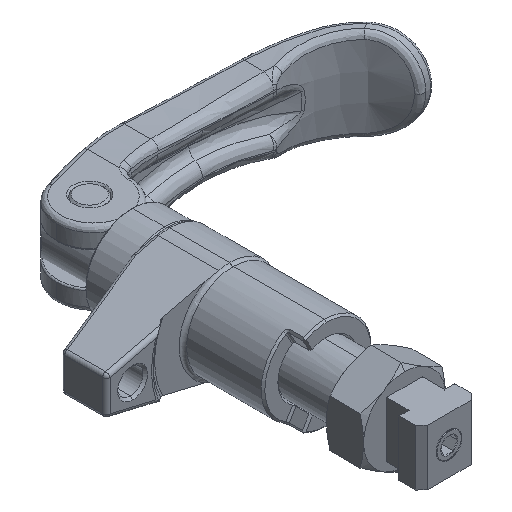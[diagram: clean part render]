
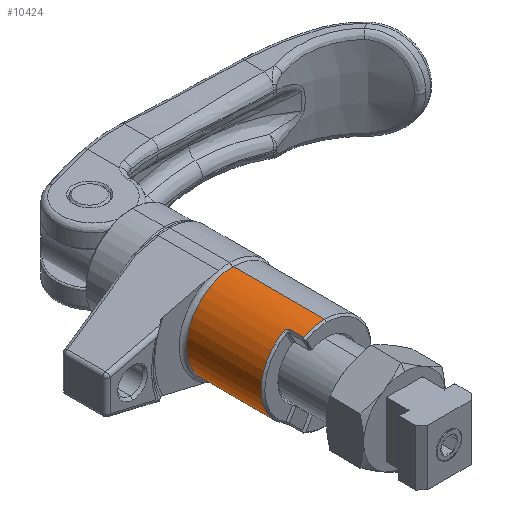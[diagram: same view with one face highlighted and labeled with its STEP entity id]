
A CAD part, isometric view. The second image highlights one B-rep face of the part: STEP entity #10424.
In plain terms, the highlighted cylindrical face has radius 12.5 mm (diameter 25 mm), a partial arc.
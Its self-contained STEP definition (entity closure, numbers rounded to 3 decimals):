
#48 = CARTESIAN_POINT ( 'NONE',  ( -6.585, 26., 10.625 ) ) ;
#265 = VECTOR ( 'NONE', #11025, 1000. ) ;
#795 = CARTESIAN_POINT ( 'NONE',  ( 0., 21., 0. ) ) ;
#1056 = VERTEX_POINT ( 'NONE', #5522 ) ;
#1192 = ORIENTED_EDGE ( 'NONE', *, *, #9975, .F. ) ;
#1465 = DIRECTION ( 'NONE',  ( 0., -1., 0. ) ) ;
#1488 = AXIS2_PLACEMENT_3D ( 'NONE', #1714, #9249, #16778 ) ;
#1540 = VERTEX_POINT ( 'NONE', #17320 ) ;
#1714 = CARTESIAN_POINT ( 'NONE',  ( 0., 21.5, 0. ) ) ;
#1740 = CARTESIAN_POINT ( 'NONE',  ( 0., 21., -12.5 ) ) ;
#1763 = VERTEX_POINT ( 'NONE', #10788 ) ;
#2140 = ORIENTED_EDGE ( 'NONE', *, *, #8624, .T. ) ;
#2162 = CARTESIAN_POINT ( 'NONE',  ( -5.677, 25., -11.136 ) ) ;
#2426 = VERTEX_POINT ( 'NONE', #12175 ) ;
#2524 = CIRCLE ( 'NONE', #8448, 12.5 ) ;
#2545 = VERTEX_POINT ( 'NONE', #10339 ) ;
#2672 = B_SPLINE_CURVE_WITH_KNOTS ( 'NONE', 3,
 ( #16154, #6780, #15778, #8499, #10613, #6658 ),
 .UNSPECIFIED., .F., .F.,
 ( 4, 2, 4 ),
 ( 0., 0.5, 1. ),
 .UNSPECIFIED. ) ;
#2959 = CARTESIAN_POINT ( 'NONE',  ( -6.118, 25.893, 10.902 ) ) ;
#3226 = DIRECTION ( 'NONE',  ( 0., 1., 0. ) ) ;
#3256 = LINE ( 'NONE', #1740, #265 ) ;
#3713 = LINE ( 'NONE', #14813, #20929 ) ;
#3965 = DIRECTION ( 'NONE',  ( 0., -1., 0. ) ) ;
#4079 = LINE ( 'NONE', #19006, #5066 ) ;
#4887 = CARTESIAN_POINT ( 'NONE',  ( -5.677, 21.5, 11.136 ) ) ;
#5042 = ORIENTED_EDGE ( 'NONE', *, *, #6638, .T. ) ;
#5066 = VECTOR ( 'NONE', #15166, 1000. ) ;
#5128 = EDGE_CURVE ( 'NONE', #22645, #15169, #2672, .T. ) ;
#5522 = CARTESIAN_POINT ( 'NONE',  ( 0., 46., 12.5 ) ) ;
#6536 = CARTESIAN_POINT ( 'NONE',  ( -5.678, 25.263, 11.136 ) ) ;
#6638 = EDGE_CURVE ( 'NONE', #15169, #15873, #2524, .T. ) ;
#6658 = CARTESIAN_POINT ( 'NONE',  ( -6.585, 26., -10.625 ) ) ;
#6780 = CARTESIAN_POINT ( 'NONE',  ( -5.678, 25.264, -11.136 ) ) ;
#7051 = CARTESIAN_POINT ( 'NONE',  ( -5.677, 21., -11.136 ) ) ;
#7380 = CARTESIAN_POINT ( 'NONE',  ( 0., 46., 0. ) ) ;
#7678 = EDGE_CURVE ( 'NONE', #15873, #1540, #7936, .T. ) ;
#7936 = B_SPLINE_CURVE_WITH_KNOTS ( 'NONE', 3,
 ( #15906, #21689, #2959, #10618, #6536, #14042 ),
 .UNSPECIFIED., .F., .F.,
 ( 4, 2, 4 ),
 ( 0., 0.5, 1. ),
 .UNSPECIFIED. ) ;
#8448 = AXIS2_PLACEMENT_3D ( 'NONE', #17631, #11965, #23028 ) ;
#8470 = EDGE_CURVE ( 'NONE', #1540, #14355, #4079, .T. ) ;
#8499 = CARTESIAN_POINT ( 'NONE',  ( -6.118, 25.893, -10.902 ) ) ;
#8624 = EDGE_CURVE ( 'NONE', #1056, #11275, #10611, .T. ) ;
#9249 = DIRECTION ( 'NONE',  ( 0., 1., 0. ) ) ;
#9488 = ORIENTED_EDGE ( 'NONE', *, *, #13718, .T. ) ;
#9975 = EDGE_CURVE ( 'NONE', #1056, #2545, #3713, .T. ) ;
#10046 = DIRECTION ( 'NONE',  ( 0., 0., -1. ) ) ;
#10339 = CARTESIAN_POINT ( 'NONE',  ( 0., 21.5, 12.5 ) ) ;
#10424 = ADVANCED_FACE ( 'NONE', ( #13977 ), #18147, .T. ) ;
#10463 = CARTESIAN_POINT ( 'NONE',  ( 0., 46., -12.5 ) ) ;
#10552 = CIRCLE ( 'NONE', #1488, 12.5 ) ;
#10611 = CIRCLE ( 'NONE', #13726, 12.5 ) ;
#10613 = CARTESIAN_POINT ( 'NONE',  ( -6.353, 26., -10.769 ) ) ;
#10618 = CARTESIAN_POINT ( 'NONE',  ( -5.777, 25.521, 11.087 ) ) ;
#10788 = CARTESIAN_POINT ( 'NONE',  ( 0., 21.5, -12.5 ) ) ;
#11025 = DIRECTION ( 'NONE',  ( 0., -1., 0. ) ) ;
#11275 = VERTEX_POINT ( 'NONE', #10463 ) ;
#11965 = DIRECTION ( 'NONE',  ( 0., 1., 0. ) ) ;
#12175 = CARTESIAN_POINT ( 'NONE',  ( -5.677, 21.5, -11.136 ) ) ;
#12945 = LINE ( 'NONE', #7051, #23908 ) ;
#13541 = CARTESIAN_POINT ( 'NONE',  ( -6.585, 26., -10.625 ) ) ;
#13718 = EDGE_CURVE ( 'NONE', #11275, #1763, #3256, .T. ) ;
#13726 = AXIS2_PLACEMENT_3D ( 'NONE', #7380, #1465, #18250 ) ;
#13852 = AXIS2_PLACEMENT_3D ( 'NONE', #16816, #24306, #18778 ) ;
#13977 = FACE_OUTER_BOUND ( 'NONE', #19228, .T. ) ;
#14042 = CARTESIAN_POINT ( 'NONE',  ( -5.677, 25., 11.136 ) ) ;
#14125 = EDGE_CURVE ( 'NONE', #2426, #22645, #12945, .T. ) ;
#14355 = VERTEX_POINT ( 'NONE', #4887 ) ;
#14813 = CARTESIAN_POINT ( 'NONE',  ( 0., 21., 12.5 ) ) ;
#14897 = EDGE_CURVE ( 'NONE', #14355, #2545, #10552, .T. ) ;
#14966 = AXIS2_PLACEMENT_3D ( 'NONE', #795, #20122, #10046 ) ;
#15166 = DIRECTION ( 'NONE',  ( 0., -1., 0. ) ) ;
#15169 = VERTEX_POINT ( 'NONE', #13541 ) ;
#15427 = CIRCLE ( 'NONE', #13852, 12.5 ) ;
#15778 = CARTESIAN_POINT ( 'NONE',  ( -5.777, 25.521, -11.086 ) ) ;
#15873 = VERTEX_POINT ( 'NONE', #48 ) ;
#15906 = CARTESIAN_POINT ( 'NONE',  ( -6.585, 26., 10.625 ) ) ;
#16154 = CARTESIAN_POINT ( 'NONE',  ( -5.677, 25., -11.136 ) ) ;
#16181 = ORIENTED_EDGE ( 'NONE', *, *, #14897, .T. ) ;
#16778 = DIRECTION ( 'NONE',  ( 0., 0., -1. ) ) ;
#16816 = CARTESIAN_POINT ( 'NONE',  ( 0., 21.5, 0. ) ) ;
#17320 = CARTESIAN_POINT ( 'NONE',  ( -5.677, 25., 11.136 ) ) ;
#17631 = CARTESIAN_POINT ( 'NONE',  ( 0., 26., 0. ) ) ;
#17980 = ORIENTED_EDGE ( 'NONE', *, *, #7678, .T. ) ;
#18147 = CYLINDRICAL_SURFACE ( 'NONE', #14966, 12.5 ) ;
#18250 = DIRECTION ( 'NONE',  ( 0., 0., -1. ) ) ;
#18348 = EDGE_CURVE ( 'NONE', #1763, #2426, #15427, .T. ) ;
#18778 = DIRECTION ( 'NONE',  ( 0., 0., -1. ) ) ;
#19006 = CARTESIAN_POINT ( 'NONE',  ( -5.677, 21., 11.136 ) ) ;
#19228 = EDGE_LOOP ( 'NONE', ( #1192, #2140, #9488, #23917, #23575, #19770, #5042, #17980, #20752, #16181 ) ) ;
#19770 = ORIENTED_EDGE ( 'NONE', *, *, #5128, .T. ) ;
#20122 = DIRECTION ( 'NONE',  ( 0., -1., 0. ) ) ;
#20752 = ORIENTED_EDGE ( 'NONE', *, *, #8470, .T. ) ;
#20929 = VECTOR ( 'NONE', #3965, 1000. ) ;
#21689 = CARTESIAN_POINT ( 'NONE',  ( -6.351, 26., 10.77 ) ) ;
#22645 = VERTEX_POINT ( 'NONE', #2162 ) ;
#23028 = DIRECTION ( 'NONE',  ( 0., 0., -1. ) ) ;
#23575 = ORIENTED_EDGE ( 'NONE', *, *, #14125, .T. ) ;
#23908 = VECTOR ( 'NONE', #3226, 1000. ) ;
#23917 = ORIENTED_EDGE ( 'NONE', *, *, #18348, .T. ) ;
#24306 = DIRECTION ( 'NONE',  ( 0., 1., 0. ) ) ;
